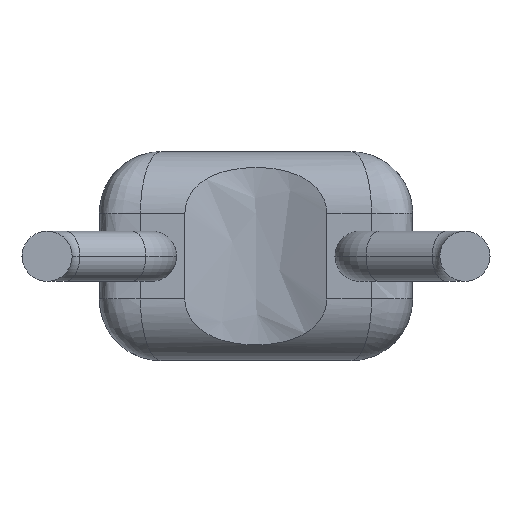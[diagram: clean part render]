
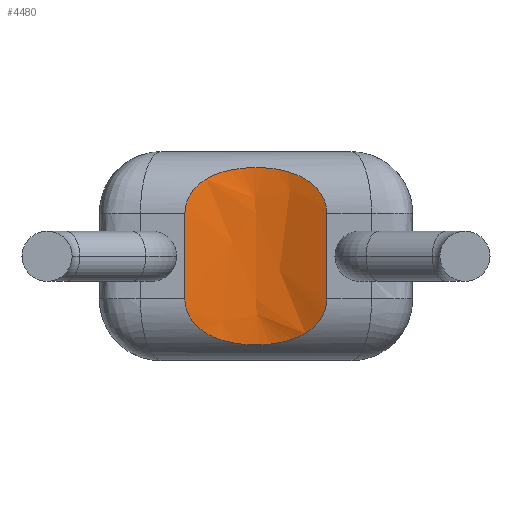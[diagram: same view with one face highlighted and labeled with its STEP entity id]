
A CAD part, front view. The second image highlights one B-rep face of the part: STEP entity #4480.
In plain terms, the highlighted free-form (B-spline) face has degree [2, 1] with [3, 2] control points.
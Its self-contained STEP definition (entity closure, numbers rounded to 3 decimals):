
#83 = CARTESIAN_POINT ( 'NONE',  ( 2.765, 0., 2.365 ) ) ;
#180 = CARTESIAN_POINT ( 'NONE',  ( 1.04, 0., 0.651 ) ) ;
#302 = CARTESIAN_POINT ( 'NONE',  ( 1.04, 0., 1.79 ) ) ;
#480 = CARTESIAN_POINT ( 'NONE',  ( 2.541, 0.115, 2.192 ) ) ;
#674 = CARTESIAN_POINT ( 'NONE',  ( 2., 0.249, 0.192 ) ) ;
#738 = CARTESIAN_POINT ( 'NONE',  ( 1.188, 0.079, 0.405 ) ) ;
#742 = EDGE_CURVE ( 'NONE', #4198, #1929, #910, .T. ) ;
#910 = B_SPLINE_CURVE_WITH_KNOTS ( 'NONE', 3,
 ( #3907, #2856, #3825, #5981, #2808, #1177, #2310, #4969, #674, #3883, #6532, #6551, #3330, #3349, #738, #6033, #180, #6594 ),
 .UNSPECIFIED., .F., .F.,
 ( 4, 2, 2, 2, 2, 2, 2, 2, 4 ),
 ( 0., 0., 0.001, 0.001, 0.001, 0.001, 0.002, 0.002, 0.002 ),
 .UNSPECIFIED. ) ;
#1011 = CARTESIAN_POINT ( 'NONE',  ( 2., 0.249, 2.348 ) ) ;
#1012 = EDGE_CURVE ( 'NONE', #6073, #4198, #6797, .T. ) ;
#1057 = CARTESIAN_POINT ( 'NONE',  ( 1.428, 0.176, 2.275 ) ) ;
#1177 = CARTESIAN_POINT ( 'NONE',  ( 2.377, 0.176, 0.265 ) ) ;
#1292 = FACE_OUTER_BOUND ( 'NONE', #3199, .T. ) ;
#1487 = DIRECTION ( 'NONE',  ( 0., 0., -1. ) ) ;
#1679 = LINE ( 'NONE', #3082, #2996 ) ;
#1691 = CARTESIAN_POINT ( 'NONE',  ( 1.903, 0.498, 2.365 ) ) ;
#1929 = VERTEX_POINT ( 'NONE', #5538 ) ;
#2030 = CARTESIAN_POINT ( 'NONE',  ( 1.52, 0.203, 2.304 ) ) ;
#2095 = CARTESIAN_POINT ( 'NONE',  ( 1.076, 0.021, 1.984 ) ) ;
#2251 = EDGE_CURVE ( 'NONE', #3365, #6073, #5271, .T. ) ;
#2310 = CARTESIAN_POINT ( 'NONE',  ( 2.285, 0.203, 0.236 ) ) ;
#2476 = CARTESIAN_POINT ( 'NONE',  ( 2.765, 0., 1.79 ) ) ;
#2567 = CARTESIAN_POINT ( 'NONE',  ( 1.805, 0.249, 2.348 ) ) ;
#2705 = CARTESIAN_POINT ( 'NONE',  ( 1.04, 0., 2.365 ) ) ;
#2728 = CARTESIAN_POINT ( 'NONE',  ( 2.765, 0., 0.175 ) ) ;
#2808 = CARTESIAN_POINT ( 'NONE',  ( 2.542, 0.114, 0.348 ) ) ;
#2814 = B_SPLINE_SURFACE_WITH_KNOTS ( 'NONE', 2, 1, ( 
 ( #83, #2728 ),
 ( #1691, #3742 ),
 ( #2705, #5415 ) ),
 .UNSPECIFIED., .F., .F., .F.,
 ( 3, 3 ),
 ( 2, 2 ),
 ( 0., 1. ),
 ( 0., 1. ),
 .UNSPECIFIED. ) ;
#2856 = CARTESIAN_POINT ( 'NONE',  ( 2.765, 0., 0.651 ) ) ;
#2996 = VECTOR ( 'NONE', #4164, 1000. ) ;
#3069 = CARTESIAN_POINT ( 'NONE',  ( 2.765, 0., 10. ) ) ;
#3082 = CARTESIAN_POINT ( 'NONE',  ( 1.04, 0., 10. ) ) ;
#3154 = CARTESIAN_POINT ( 'NONE',  ( 2.287, 0.203, 2.303 ) ) ;
#3199 = EDGE_LOOP ( 'NONE', ( #3213, #6014, #6538, #3801 ) ) ;
#3213 = ORIENTED_EDGE ( 'NONE', *, *, #1012, .F. ) ;
#3330 = CARTESIAN_POINT ( 'NONE',  ( 1.43, 0.176, 0.264 ) ) ;
#3349 = CARTESIAN_POINT ( 'NONE',  ( 1.264, 0.115, 0.348 ) ) ;
#3365 = VERTEX_POINT ( 'NONE', #302 ) ;
#3608 = CARTESIAN_POINT ( 'NONE',  ( 1.04, 0., 1.79 ) ) ;
#3633 = CARTESIAN_POINT ( 'NONE',  ( 2.098, 0.239, 2.34 ) ) ;
#3742 = CARTESIAN_POINT ( 'NONE',  ( 1.903, 0.498, 0.175 ) ) ;
#3801 = ORIENTED_EDGE ( 'NONE', *, *, #742, .F. ) ;
#3825 = CARTESIAN_POINT ( 'NONE',  ( 2.729, 0.021, 0.556 ) ) ;
#3883 = CARTESIAN_POINT ( 'NONE',  ( 1.805, 0.249, 0.192 ) ) ;
#3907 = CARTESIAN_POINT ( 'NONE',  ( 2.765, 0., 0.75 ) ) ;
#4143 = CARTESIAN_POINT ( 'NONE',  ( 2.765, 0., 1.889 ) ) ;
#4164 = DIRECTION ( 'NONE',  ( 0., 0., -1. ) ) ;
#4190 = CARTESIAN_POINT ( 'NONE',  ( 1.188, 0.079, 2.135 ) ) ;
#4198 = VERTEX_POINT ( 'NONE', #4486 ) ;
#4460 = VECTOR ( 'NONE', #1487, 1000. ) ;
#4480 = ADVANCED_FACE ( 'NONE', ( #1292 ), #2814, .T. ) ;
#4486 = CARTESIAN_POINT ( 'NONE',  ( 2.765, 0., 0.75 ) ) ;
#4674 = CARTESIAN_POINT ( 'NONE',  ( 1.263, 0.114, 2.192 ) ) ;
#4769 = CARTESIAN_POINT ( 'NONE',  ( 1.707, 0.239, 2.34 ) ) ;
#4969 = CARTESIAN_POINT ( 'NONE',  ( 2.098, 0.239, 0.2 ) ) ;
#5271 = B_SPLINE_CURVE_WITH_KNOTS ( 'NONE', 3,
 ( #3608, #5763, #2095, #4190, #4674, #1057, #2030, #4769, #2567, #1011, #3633, #3154, #6352, #480, #5304, #6329, #4143, #5827 ),
 .UNSPECIFIED., .F., .F.,
 ( 4, 2, 2, 2, 2, 2, 2, 2, 4 ),
 ( 0., 0., 0.001, 0.001, 0.001, 0.001, 0.002, 0.002, 0.002 ),
 .UNSPECIFIED. ) ;
#5304 = CARTESIAN_POINT ( 'NONE',  ( 2.617, 0.079, 2.135 ) ) ;
#5415 = CARTESIAN_POINT ( 'NONE',  ( 1.04, 0., 0.175 ) ) ;
#5538 = CARTESIAN_POINT ( 'NONE',  ( 1.04, 0., 0.75 ) ) ;
#5544 = EDGE_CURVE ( 'NONE', #3365, #1929, #1679, .T. ) ;
#5763 = CARTESIAN_POINT ( 'NONE',  ( 1.04, 0., 1.889 ) ) ;
#5827 = CARTESIAN_POINT ( 'NONE',  ( 2.765, 0., 1.79 ) ) ;
#5981 = CARTESIAN_POINT ( 'NONE',  ( 2.617, 0.079, 0.405 ) ) ;
#6014 = ORIENTED_EDGE ( 'NONE', *, *, #2251, .F. ) ;
#6033 = CARTESIAN_POINT ( 'NONE',  ( 1.076, 0.021, 0.555 ) ) ;
#6073 = VERTEX_POINT ( 'NONE', #2476 ) ;
#6329 = CARTESIAN_POINT ( 'NONE',  ( 2.729, 0.021, 1.985 ) ) ;
#6352 = CARTESIAN_POINT ( 'NONE',  ( 2.376, 0.176, 2.276 ) ) ;
#6532 = CARTESIAN_POINT ( 'NONE',  ( 1.707, 0.239, 0.2 ) ) ;
#6538 = ORIENTED_EDGE ( 'NONE', *, *, #5544, .T. ) ;
#6551 = CARTESIAN_POINT ( 'NONE',  ( 1.519, 0.203, 0.237 ) ) ;
#6594 = CARTESIAN_POINT ( 'NONE',  ( 1.04, 0., 0.75 ) ) ;
#6797 = LINE ( 'NONE', #3069, #4460 ) ;
